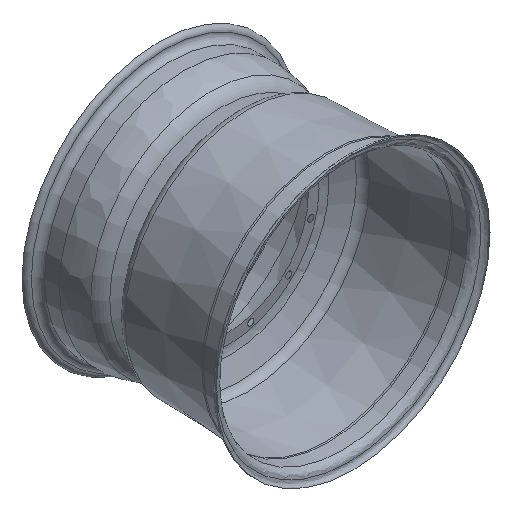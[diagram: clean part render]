
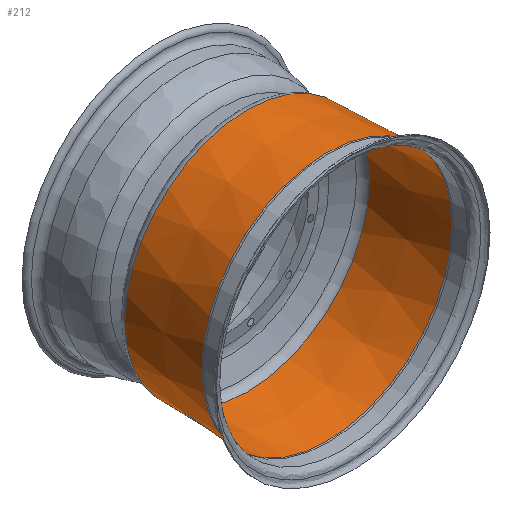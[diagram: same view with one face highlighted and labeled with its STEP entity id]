
A CAD part, isometric view. The second image highlights one B-rep face of the part: STEP entity #212.
In plain terms, the highlighted conical face has half-angle 2 degrees and reference radius 123.462 mm.
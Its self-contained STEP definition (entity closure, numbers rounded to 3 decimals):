
#1 = VERTEX_POINT ( 'NONE', #214 ) ;
#9 = CARTESIAN_POINT ( 'NONE',  ( 0., -5.494, -123.462 ) ) ;
#33 = EDGE_CURVE ( 'NONE', #185, #185, #410, .T. ) ;
#68 = FACE_OUTER_BOUND ( 'NONE', #276, .T. ) ;
#116 = DIRECTION ( 'NONE',  ( 0., -1., 0. ) ) ;
#185 = VERTEX_POINT ( 'NONE', #9 ) ;
#195 = AXIS2_PLACEMENT_3D ( 'NONE', #261, #116, #299 ) ;
#198 = CARTESIAN_POINT ( 'NONE',  ( 0., -85.965, 0. ) ) ;
#202 = CONICAL_SURFACE ( 'NONE', #446, 123.462, 0.035 ) ;
#212 = ADVANCED_FACE ( 'NONE', ( #68, #395 ), #202, .F. ) ;
#214 = CARTESIAN_POINT ( 'NONE',  ( 0., -85.965, -126.272 ) ) ;
#261 = CARTESIAN_POINT ( 'NONE',  ( 0., -5.494, 0. ) ) ;
#276 = EDGE_LOOP ( 'NONE', ( #372 ) ) ;
#295 = DIRECTION ( 'NONE',  ( 0., -1., 0. ) ) ;
#299 = DIRECTION ( 'NONE',  ( 0., 0., -1. ) ) ;
#360 = CARTESIAN_POINT ( 'NONE',  ( 0., -5.494, 0. ) ) ;
#372 = ORIENTED_EDGE ( 'NONE', *, *, #597, .T. ) ;
#381 = EDGE_LOOP ( 'NONE', ( #431 ) ) ;
#385 = CIRCLE ( 'NONE', #398, 126.272 ) ;
#395 = FACE_BOUND ( 'NONE', #381, .T. ) ;
#398 = AXIS2_PLACEMENT_3D ( 'NONE', #198, #295, #428 ) ;
#410 = CIRCLE ( 'NONE', #195, 123.462 ) ;
#428 = DIRECTION ( 'NONE',  ( 0., 0., -1. ) ) ;
#431 = ORIENTED_EDGE ( 'NONE', *, *, #33, .F. ) ;
#446 = AXIS2_PLACEMENT_3D ( 'NONE', #360, #604, #500 ) ;
#500 = DIRECTION ( 'NONE',  ( 0., 0., -1. ) ) ;
#597 = EDGE_CURVE ( 'NONE', #1, #1, #385, .T. ) ;
#604 = DIRECTION ( 'NONE',  ( 0., -1., 0. ) ) ;
